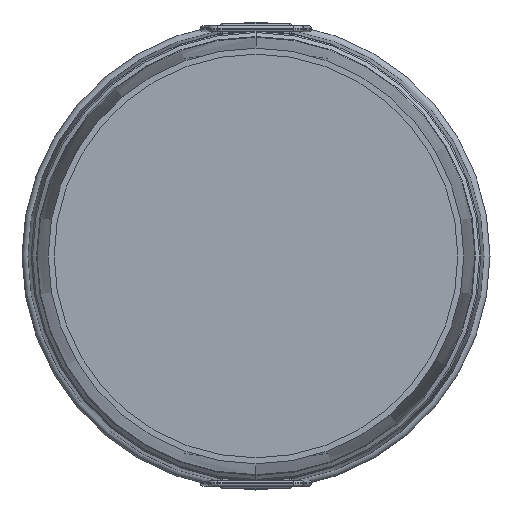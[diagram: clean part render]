
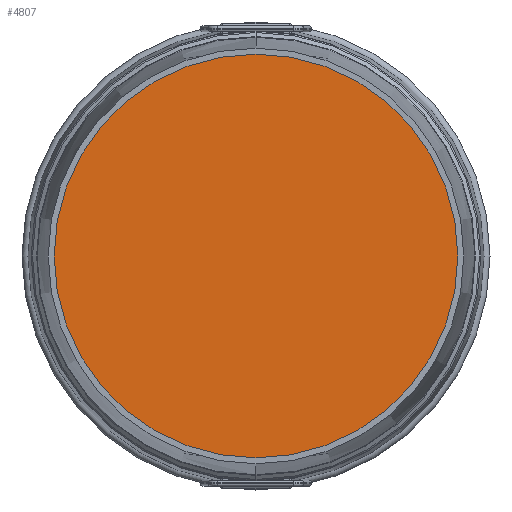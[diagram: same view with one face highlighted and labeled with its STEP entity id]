
A CAD part, front view. The second image highlights one B-rep face of the part: STEP entity #4807.
In plain terms, the highlighted planar face has unit normal (0, -1, 0).
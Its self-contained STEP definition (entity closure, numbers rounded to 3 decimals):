
#1459=CARTESIAN_POINT('',(0.,-154.454,0.));
#1460=DIRECTION('',(0.,-1.,0.));
#1461=DIRECTION('',(-1.,0.,0.));
#1462=AXIS2_PLACEMENT_3D('',#1459,#1460,#1461);
#1464=CARTESIAN_POINT('',(0.,-154.454,0.));
#1465=DIRECTION('',(0.,-1.,0.));
#1466=DIRECTION('',(1.,0.,0.));
#1467=AXIS2_PLACEMENT_3D('',#1464,#1465,#1466);
#2418=CARTESIAN_POINT('',(-170.,-154.454,0.));
#2419=CARTESIAN_POINT('',(170.,-154.454,0.));
#2420=VERTEX_POINT('',#2418);
#2421=VERTEX_POINT('',#2419);
#4798=CARTESIAN_POINT('',(0.,-154.454,0.));
#4799=DIRECTION('',(0.,-1.,0.));
#4800=DIRECTION('',(-1.,0.,0.));
#4801=AXIS2_PLACEMENT_3D('',#4798,#4799,#4800);
#4802=PLANE('',#4801);
#4803=ORIENTED_EDGE('',*,*,#4778,.F.);
#4804=ORIENTED_EDGE('',*,*,#4792,.F.);
#4805=EDGE_LOOP('',(#4803,#4804));
#4806=FACE_OUTER_BOUND('',#4805,.F.);
#4807=ADVANCED_FACE('',(#4806),#4802,.T.);
#1463=CIRCLE('',#1462,170.);
#1468=CIRCLE('',#1467,170.);
#4778=EDGE_CURVE('',#2420,#2421,#1463,.T.);
#4792=EDGE_CURVE('',#2421,#2420,#1468,.T.);
